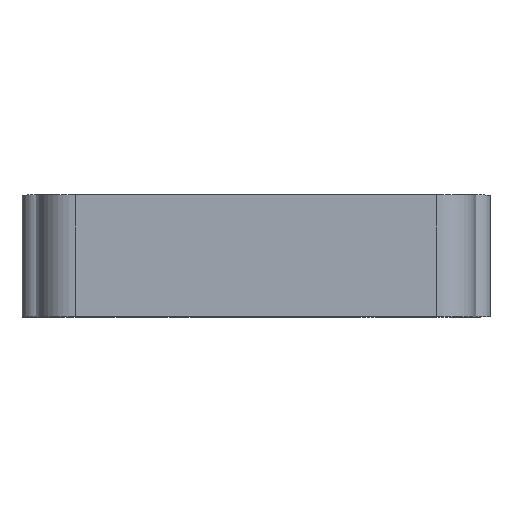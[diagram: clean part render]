
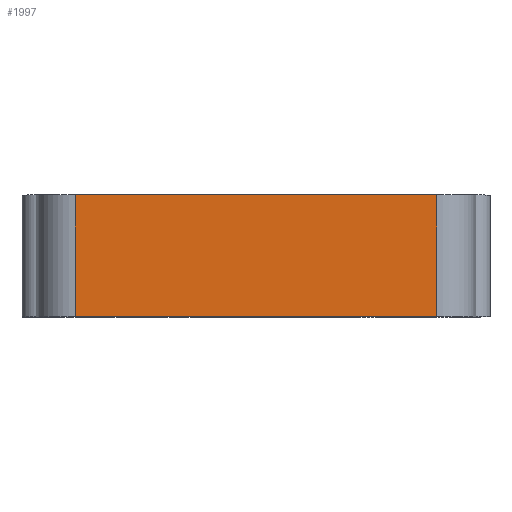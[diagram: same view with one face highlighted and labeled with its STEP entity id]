
A CAD part, top view. The second image highlights one B-rep face of the part: STEP entity #1997.
In plain terms, the highlighted planar face has unit normal (0, 0, 1).
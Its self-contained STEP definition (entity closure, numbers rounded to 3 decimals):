
#616=ORIENTED_EDGE('',*,*,#1004,.T.);
#617=ORIENTED_EDGE('',*,*,#740,.F.);
#618=ORIENTED_EDGE('',*,*,#1006,.F.);
#619=ORIENTED_EDGE('',*,*,#1007,.T.);
#740=EDGE_CURVE('',#1027,#1028,#1217,.T.);
#1004=EDGE_CURVE('',#1202,#1028,#1411,.T.);
#1006=EDGE_CURVE('',#1203,#1027,#1412,.T.);
#1007=EDGE_CURVE('',#1203,#1202,#1413,.T.);
#1027=VERTEX_POINT('',#2828);
#1028=VERTEX_POINT('',#2829);
#1202=VERTEX_POINT('',#3356);
#1203=VERTEX_POINT('',#3360);
#1217=LINE('',#2827,#1423);
#1411=LINE('',#3355,#1617);
#1412=LINE('',#3359,#1618);
#1413=LINE('',#3361,#1619);
#1423=VECTOR('',#2244,1000.);
#1617=VECTOR('',#2756,1000.);
#1618=VECTOR('',#2761,1000.);
#1619=VECTOR('',#2762,1000.);
#1717=EDGE_LOOP('',(#616,#617,#618,#619));
#1827=FACE_BOUND('',#1717,.T.);
#1896=PLANE('',#2194);
#1997=ADVANCED_FACE('',(#1827),#1896,.T.);
#2194=AXIS2_PLACEMENT_3D('',#3358,#2759,#2760);
#2244=DIRECTION('',(1.,0.,0.));
#2756=DIRECTION('',(0.,1.,0.));
#2759=DIRECTION('',(0.,0.,1.));
#2760=DIRECTION('',(1.,0.,0.));
#2761=DIRECTION('',(0.,1.,0.));
#2762=DIRECTION('',(1.,0.,0.));
#2827=CARTESIAN_POINT('',(-19.29,0.,21.374));
#2828=CARTESIAN_POINT('',(-19.29,0.,21.374));
#2829=CARTESIAN_POINT('',(19.29,0.,21.374));
#3355=CARTESIAN_POINT('',(19.29,-1.5,21.374));
#3356=CARTESIAN_POINT('',(19.29,-13.,21.374));
#3358=CARTESIAN_POINT('',(-19.29,-1.5,21.374));
#3359=CARTESIAN_POINT('',(-19.29,-1.5,21.374));
#3360=CARTESIAN_POINT('',(-19.29,-13.,21.374));
#3361=CARTESIAN_POINT('',(-19.29,-13.,21.374));
